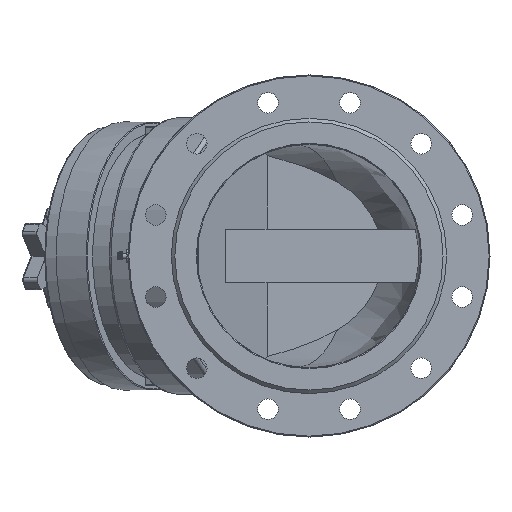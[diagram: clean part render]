
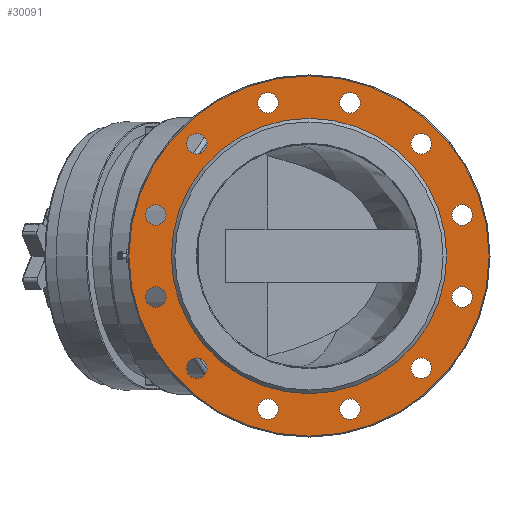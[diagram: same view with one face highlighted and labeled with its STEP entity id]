
A CAD part, left-side view. The second image highlights one B-rep face of the part: STEP entity #30091.
In plain terms, the highlighted planar face has unit normal (-1, 0, 0).
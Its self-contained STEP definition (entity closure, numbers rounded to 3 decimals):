
#393=FACE_BOUND('',#4661,.T.);
#394=FACE_BOUND('',#4662,.T.);
#395=FACE_BOUND('',#4663,.T.);
#396=FACE_BOUND('',#4664,.T.);
#397=FACE_BOUND('',#4665,.T.);
#398=FACE_BOUND('',#4666,.T.);
#399=FACE_BOUND('',#4667,.T.);
#400=FACE_BOUND('',#4668,.T.);
#401=FACE_BOUND('',#4669,.T.);
#402=FACE_BOUND('',#4670,.T.);
#403=FACE_BOUND('',#4671,.T.);
#404=FACE_BOUND('',#4672,.T.);
#405=FACE_BOUND('',#4673,.T.);
#1149=PLANE('',#32692);
#2929=FACE_OUTER_BOUND('',#4660,.T.);
#4660=EDGE_LOOP('',(#24301));
#4661=EDGE_LOOP('',(#24302));
#4662=EDGE_LOOP('',(#24303));
#4663=EDGE_LOOP('',(#24304));
#4664=EDGE_LOOP('',(#24305));
#4665=EDGE_LOOP('',(#24306));
#4666=EDGE_LOOP('',(#24307));
#4667=EDGE_LOOP('',(#24308));
#4668=EDGE_LOOP('',(#24309));
#4669=EDGE_LOOP('',(#24310));
#4670=EDGE_LOOP('',(#24311));
#4671=EDGE_LOOP('',(#24312));
#4672=EDGE_LOOP('',(#24313));
#4673=EDGE_LOOP('',(#24314));
#11354=CIRCLE('',#32691,201.5);
#11355=CIRCLE('',#32693,154.);
#11356=CIRCLE('',#32694,11.5);
#11357=CIRCLE('',#32695,11.5);
#11358=CIRCLE('',#32696,11.5);
#11359=CIRCLE('',#32697,11.5);
#11360=CIRCLE('',#32698,11.5);
#11361=CIRCLE('',#32699,11.5);
#11362=CIRCLE('',#32700,11.5);
#11363=CIRCLE('',#32701,11.5);
#11364=CIRCLE('',#32702,11.5);
#11365=CIRCLE('',#32703,11.5);
#11366=CIRCLE('',#32704,11.5);
#11367=CIRCLE('',#32705,11.5);
#13604=VERTEX_POINT('',#50517);
#13605=VERTEX_POINT('',#50521);
#13606=VERTEX_POINT('',#50523);
#13607=VERTEX_POINT('',#50525);
#13608=VERTEX_POINT('',#50527);
#13609=VERTEX_POINT('',#50529);
#13610=VERTEX_POINT('',#50531);
#13611=VERTEX_POINT('',#50533);
#13612=VERTEX_POINT('',#50535);
#13613=VERTEX_POINT('',#50537);
#13614=VERTEX_POINT('',#50539);
#13615=VERTEX_POINT('',#50541);
#13616=VERTEX_POINT('',#50543);
#13617=VERTEX_POINT('',#50545);
#17223=EDGE_CURVE('',#13604,#13604,#11354,.T.);
#17224=EDGE_CURVE('',#13605,#13605,#11355,.T.);
#17225=EDGE_CURVE('',#13606,#13606,#11356,.T.);
#17226=EDGE_CURVE('',#13607,#13607,#11357,.T.);
#17227=EDGE_CURVE('',#13608,#13608,#11358,.T.);
#17228=EDGE_CURVE('',#13609,#13609,#11359,.T.);
#17229=EDGE_CURVE('',#13610,#13610,#11360,.T.);
#17230=EDGE_CURVE('',#13611,#13611,#11361,.T.);
#17231=EDGE_CURVE('',#13612,#13612,#11362,.T.);
#17232=EDGE_CURVE('',#13613,#13613,#11363,.T.);
#17233=EDGE_CURVE('',#13614,#13614,#11364,.T.);
#17234=EDGE_CURVE('',#13615,#13615,#11365,.T.);
#17235=EDGE_CURVE('',#13616,#13616,#11366,.T.);
#17236=EDGE_CURVE('',#13617,#13617,#11367,.T.);
#24301=ORIENTED_EDGE('',*,*,#17223,.F.);
#24302=ORIENTED_EDGE('',*,*,#17224,.F.);
#24303=ORIENTED_EDGE('',*,*,#17225,.F.);
#24304=ORIENTED_EDGE('',*,*,#17226,.F.);
#24305=ORIENTED_EDGE('',*,*,#17227,.F.);
#24306=ORIENTED_EDGE('',*,*,#17228,.F.);
#24307=ORIENTED_EDGE('',*,*,#17229,.F.);
#24308=ORIENTED_EDGE('',*,*,#17230,.F.);
#24309=ORIENTED_EDGE('',*,*,#17231,.F.);
#24310=ORIENTED_EDGE('',*,*,#17232,.F.);
#24311=ORIENTED_EDGE('',*,*,#17233,.F.);
#24312=ORIENTED_EDGE('',*,*,#17234,.F.);
#24313=ORIENTED_EDGE('',*,*,#17235,.F.);
#24314=ORIENTED_EDGE('',*,*,#17236,.F.);
#30091=ADVANCED_FACE('',(#2929,#393,#394,#395,#396,#397,#398,#399,#400,
#401,#402,#403,#404,#405),#1149,.F.);
#32691=AXIS2_PLACEMENT_3D('',#50519,#39114,#39115);
#32692=AXIS2_PLACEMENT_3D('',#50520,#39116,#39117);
#32693=AXIS2_PLACEMENT_3D('',#50522,#39118,#39119);
#32694=AXIS2_PLACEMENT_3D('',#50524,#39120,#39121);
#32695=AXIS2_PLACEMENT_3D('',#50526,#39122,#39123);
#32696=AXIS2_PLACEMENT_3D('',#50528,#39124,#39125);
#32697=AXIS2_PLACEMENT_3D('',#50530,#39126,#39127);
#32698=AXIS2_PLACEMENT_3D('',#50532,#39128,#39129);
#32699=AXIS2_PLACEMENT_3D('',#50534,#39130,#39131);
#32700=AXIS2_PLACEMENT_3D('',#50536,#39132,#39133);
#32701=AXIS2_PLACEMENT_3D('',#50538,#39134,#39135);
#32702=AXIS2_PLACEMENT_3D('',#50540,#39136,#39137);
#32703=AXIS2_PLACEMENT_3D('',#50542,#39138,#39139);
#32704=AXIS2_PLACEMENT_3D('',#50544,#39140,#39141);
#32705=AXIS2_PLACEMENT_3D('',#50546,#39142,#39143);
#39114=DIRECTION('center_axis',(1.,0.,0.));
#39115=DIRECTION('ref_axis',(0.,-1.,0.));
#39116=DIRECTION('center_axis',(1.,0.,0.));
#39117=DIRECTION('ref_axis',(0.,0.,-1.));
#39118=DIRECTION('center_axis',(-1.,0.,0.));
#39119=DIRECTION('ref_axis',(0.,0.,-1.));
#39120=DIRECTION('center_axis',(-1.,0.,0.));
#39121=DIRECTION('ref_axis',(0.,-1.,0.));
#39122=DIRECTION('center_axis',(-1.,0.,0.));
#39123=DIRECTION('ref_axis',(0.,-1.,0.));
#39124=DIRECTION('center_axis',(-1.,0.,0.));
#39125=DIRECTION('ref_axis',(0.,-1.,0.));
#39126=DIRECTION('center_axis',(-1.,0.,0.));
#39127=DIRECTION('ref_axis',(0.,-1.,0.));
#39128=DIRECTION('center_axis',(-1.,0.,0.));
#39129=DIRECTION('ref_axis',(0.,-1.,0.));
#39130=DIRECTION('center_axis',(-1.,0.,0.));
#39131=DIRECTION('ref_axis',(0.,-1.,0.));
#39132=DIRECTION('center_axis',(-1.,0.,0.));
#39133=DIRECTION('ref_axis',(0.,-1.,0.));
#39134=DIRECTION('center_axis',(-1.,0.,0.));
#39135=DIRECTION('ref_axis',(0.,-1.,0.));
#39136=DIRECTION('center_axis',(-1.,0.,0.));
#39137=DIRECTION('ref_axis',(0.,-1.,0.));
#39138=DIRECTION('center_axis',(-1.,0.,0.));
#39139=DIRECTION('ref_axis',(0.,-1.,0.));
#39140=DIRECTION('center_axis',(-1.,0.,0.));
#39141=DIRECTION('ref_axis',(0.,-1.,0.));
#39142=DIRECTION('center_axis',(-1.,0.,0.));
#39143=DIRECTION('ref_axis',(0.,-1.,0.));
#50517=CARTESIAN_POINT('',(0.,201.5,0.));
#50519=CARTESIAN_POINT('Origin',(0.,0.,0.));
#50520=CARTESIAN_POINT('Origin',(0.,0.,0.));
#50521=CARTESIAN_POINT('',(0.,0.,154.));
#50522=CARTESIAN_POINT('Origin',(0.,0.,0.));
#50523=CARTESIAN_POINT('',(0.,182.952,-45.94));
#50524=CARTESIAN_POINT('Origin',(0.,171.452,-45.94));
#50525=CARTESIAN_POINT('',(0.,182.952,45.94));
#50526=CARTESIAN_POINT('Origin',(0.,171.452,45.94));
#50527=CARTESIAN_POINT('',(0.,137.011,125.511));
#50528=CARTESIAN_POINT('Origin',(0.,125.511,125.511));
#50529=CARTESIAN_POINT('',(0.,57.44,171.452));
#50530=CARTESIAN_POINT('Origin',(0.,45.94,171.452));
#50531=CARTESIAN_POINT('',(0.,-34.44,171.452));
#50532=CARTESIAN_POINT('Origin',(0.,-45.94,171.452));
#50533=CARTESIAN_POINT('',(0.,-114.011,125.511));
#50534=CARTESIAN_POINT('Origin',(0.,-125.511,125.511));
#50535=CARTESIAN_POINT('',(0.,-159.952,45.94));
#50536=CARTESIAN_POINT('Origin',(0.,-171.452,45.94));
#50537=CARTESIAN_POINT('',(0.,-159.952,-45.94));
#50538=CARTESIAN_POINT('Origin',(0.,-171.452,-45.94));
#50539=CARTESIAN_POINT('',(0.,-114.011,-125.511));
#50540=CARTESIAN_POINT('Origin',(0.,-125.511,-125.511));
#50541=CARTESIAN_POINT('',(0.,-34.44,-171.452));
#50542=CARTESIAN_POINT('Origin',(0.,-45.94,-171.452));
#50543=CARTESIAN_POINT('',(0.,57.44,-171.452));
#50544=CARTESIAN_POINT('Origin',(0.,45.94,-171.452));
#50545=CARTESIAN_POINT('',(0.,137.011,-125.511));
#50546=CARTESIAN_POINT('Origin',(0.,125.511,-125.511));
